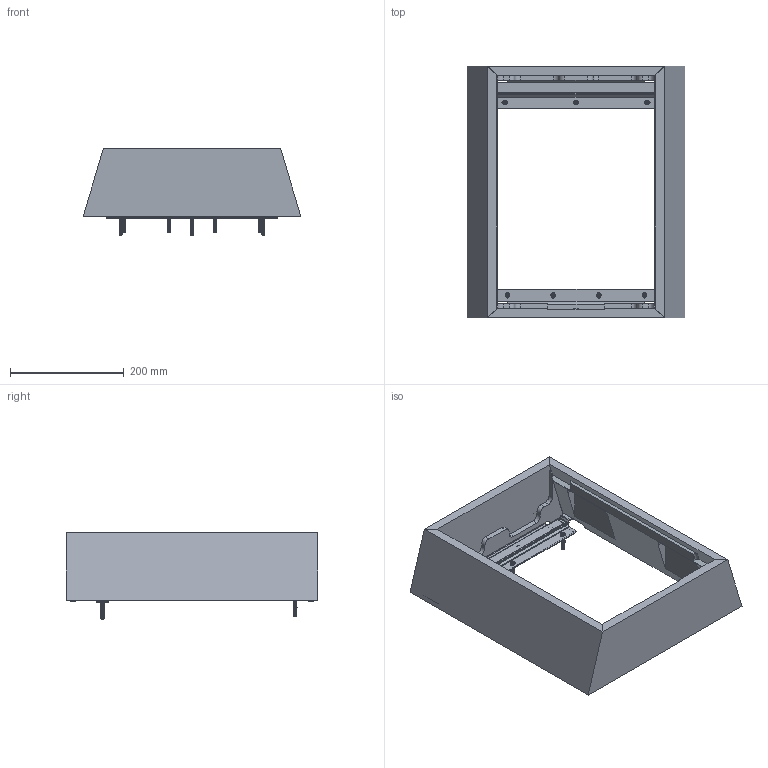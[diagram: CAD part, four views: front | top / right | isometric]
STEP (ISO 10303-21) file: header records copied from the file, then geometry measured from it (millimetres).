
FILE_DESCRIPTION (( 'STEP AP214' ), '1' );
FILE_NAME ('ON FRAME 1000 IW6.STEP', '2024-11-13T14:26:10', ( '' ), ( '' ), 'SwSTEP 2.0', 'SolidWorks 2022', '' );
FILE_SCHEMA (( 'AUTOMOTIVE_DESIGN' ));
Length unit declared in the file: millimetre
Products named in the file (1): ON FRAME 1000 IW6
Bounding box: 382 x 442 x 151.4 mm (x, y, z)
Volume: 3501503.9 mm3; surface area: 655279.6 mm2
Topology: 28 solids, 28 shells, 1736 faces, 4741 edges, 3149 vertices
Faces by surface type: plane 1064, cylinder 497, cone 113, bspline 28, sphere 24, torus 10
Entity records: 88441 total; most frequent: CARTESIAN_POINT 25865, ORIENTED_EDGE 9402, DIRECTION 8567, EDGE_CURVE 4701, VERTEX_POINT 3149, AXIS2_PLACEMENT_3D 2859, LINE 2849, VECTOR 2849
